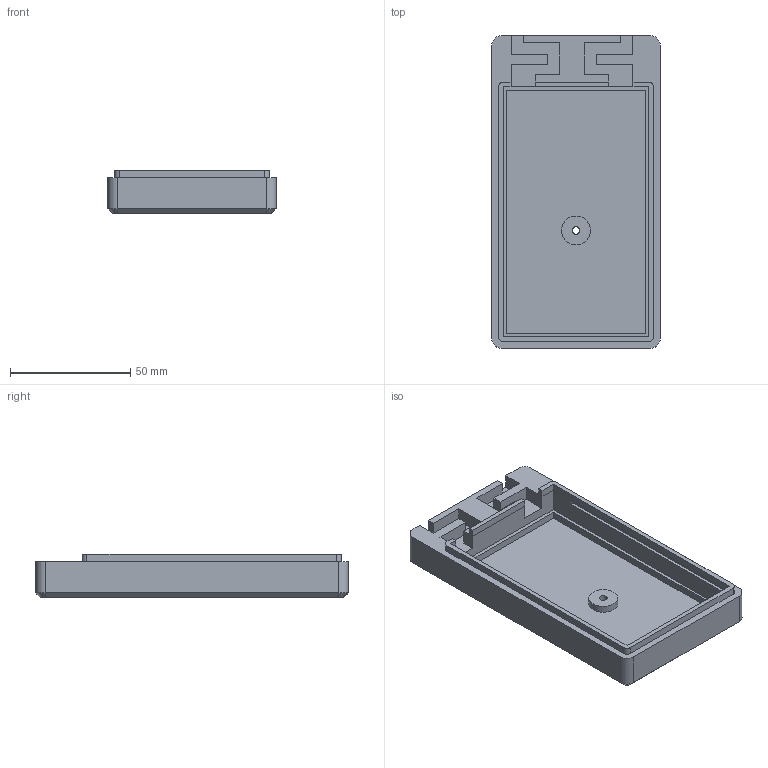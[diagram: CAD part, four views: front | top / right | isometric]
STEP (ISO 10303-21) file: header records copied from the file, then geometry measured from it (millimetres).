
FILE_DESCRIPTION(('FreeCAD Model'),'2;1');
FILE_NAME('Open CASCADE Shape Model','2024-02-20T16:17:36',(''),(''), 'Open CASCADE STEP processor 7.6','FreeCAD','Unknown');
FILE_SCHEMA(('AUTOMOTIVE_DESIGN { 1 0 10303 214 1 1 1 1 }'));
Length unit declared in the file: millimetre
Products named in the file (1): Unterteil
Bounding box: 70 x 130 x 18 mm (x, y, z)
Volume: 53920.1 mm3; surface area: 31212.9 mm2
Topology: 1 solids, 1 shells, 84 faces, 222 edges, 144 vertices
Faces by surface type: plane 70, cylinder 10, cone 4
Full cylindrical faces by diameter (mm): 3.2 x1, 12 x1
Entity records: 2582 total; most frequent: CARTESIAN_POINT 451, ORIENTED_EDGE 444, DIRECTION 416, EDGE_CURVE 222, LINE 198, VECTOR 198, VERTEX_POINT 144, AXIS2_PLACEMENT_3D 109
